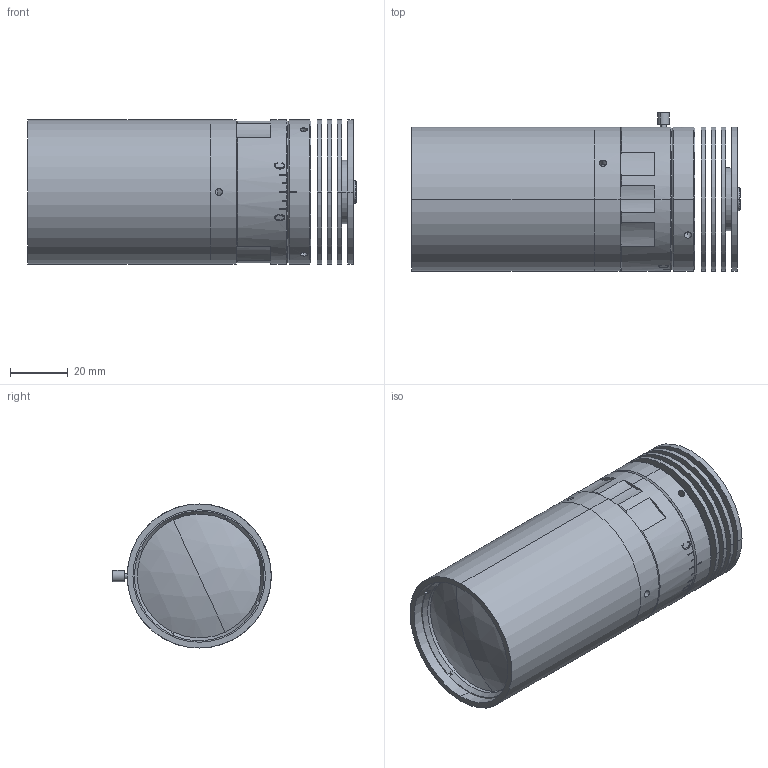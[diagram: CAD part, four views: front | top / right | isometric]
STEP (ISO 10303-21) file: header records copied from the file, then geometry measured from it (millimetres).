
FILE_DESCRIPTION (( 'STEP AP203' ), '1' );
FILE_NAME ('XF-PTI-037S-JK-(C).STEP', '2019-06-20T08:47:10', ( 'puyufan' ), ( '' ), 'SwSTEP 2.0', 'SolidWorks 2014', '' );
FILE_SCHEMA (( 'CONFIG_CONTROL_DESIGN' ));
Length unit declared in the file: millimetre
Products named in the file (1): XF-PTI-037S-JK-(C)
Bounding box: 114.01 x 55 x 50 mm (x, y, z)
Surface area: 37138.9 mm2 (no closed solid volume)
Topology: 0 solids, 23 shells, 218 faces, 654 edges, 439 vertices
Faces by surface type: plane 92, cylinder 78, cone 26, bspline 12, torus 8, sphere 2
Entity records: 10872 total; most frequent: CARTESIAN_POINT 5050, DIRECTION 1223, ORIENTED_EDGE 1070, EDGE_CURVE 646, AXIS2_PLACEMENT_3D 474, VERTEX_POINT 439, VECTOR 275, LINE 275
